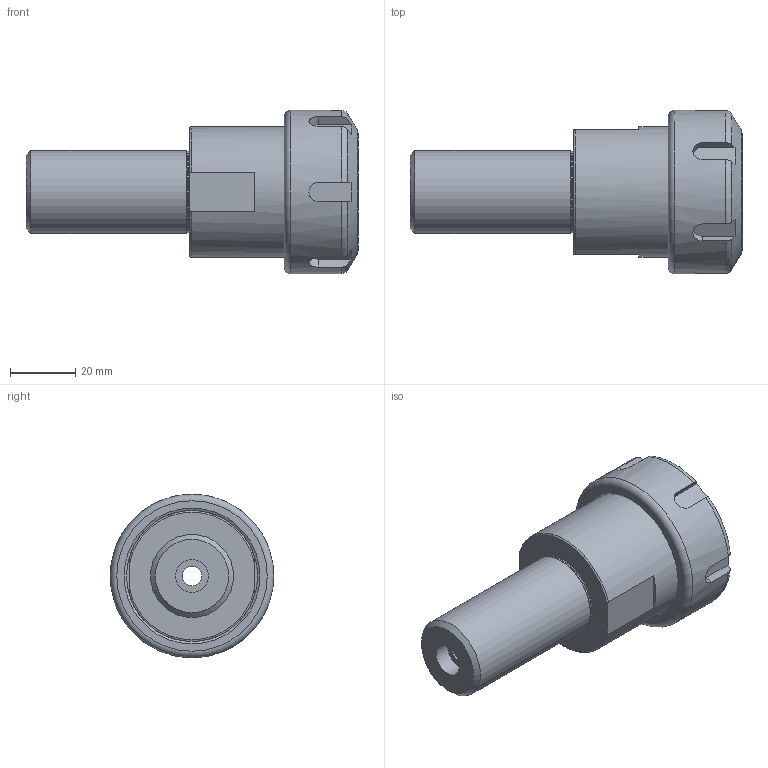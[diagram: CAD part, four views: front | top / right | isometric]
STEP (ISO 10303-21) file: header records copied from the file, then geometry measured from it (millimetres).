
FILE_DESCRIPTION(/* description */ (''),/* implementation_level */ '2;1');
FILE_NAME(/* name */ 'S100-ER32-0197.stp',/* time_stamp */ '2019-06-18T08:26:15-05:00',/* author */ ('ldfli'),/* organization */ (''),/* preprocessor_version */ 'ST-DEVELOPER v18',/* originating_system */ 'Autodesk Inventor LT',/* authorisation */ '');
FILE_SCHEMA (('AUTOMOTIVE_DESIGN { 1 0 10303 214 3 1 1 }'));
Length unit declared in the file: millimetre
Products named in the file (1): S100-ER32-0197
Bounding box: 101.5 x 50 x 50 mm (x, y, z)
Volume: 60542.7 mm3; surface area: 24734.4 mm2
Topology: 2 solids, 2 shells, 71 faces, 211 edges, 150 vertices
Faces by surface type: plane 32, cylinder 17, torus 14, cone 8
Full cylindrical faces by diameter (mm): 6 x1, 10 x1, 15.748 x1, 23.6 x1, 24.8 x1, 25.4 x1, 36.2 x1, 38.376 x1, 40 x1, 41 x1, 50 x1
Entity records: 2679 total; most frequent: CARTESIAN_POINT 707, ORIENTED_EDGE 422, DIRECTION 409, EDGE_CURVE 211, AXIS2_PLACEMENT_3D 173, VERTEX_POINT 150, CIRCLE 101, EDGE_LOOP 81
